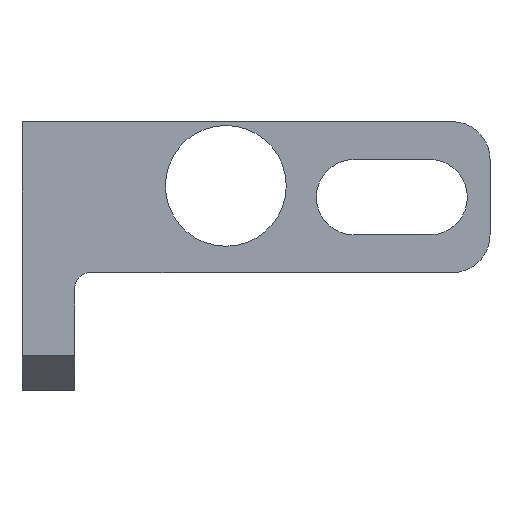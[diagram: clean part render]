
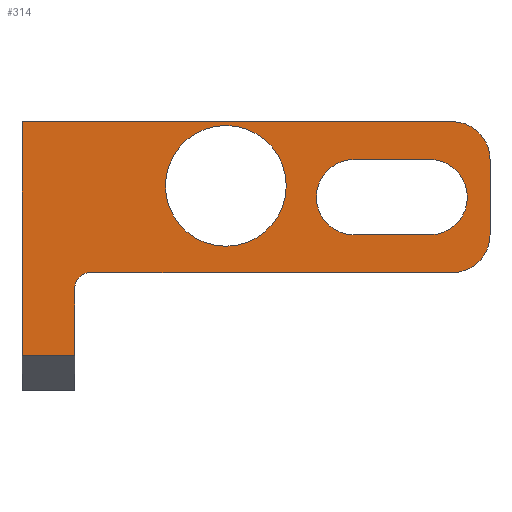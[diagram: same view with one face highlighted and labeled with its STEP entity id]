
A CAD part, front view. The second image highlights one B-rep face of the part: STEP entity #314.
In plain terms, the highlighted planar face has unit normal (0, -1, 0).
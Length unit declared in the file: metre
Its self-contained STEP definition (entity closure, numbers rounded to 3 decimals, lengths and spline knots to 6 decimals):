
#13=CIRCLE('',#344,0.008);
#19=CIRCLE('',#352,0.005);
#20=CIRCLE('',#353,0.005);
#21=CIRCLE('',#354,0.002);
#22=CIRCLE('',#355,0.005);
#23=CIRCLE('',#356,0.005);
#57=ORIENTED_EDGE('',*,*,#140,.T.);
#58=ORIENTED_EDGE('',*,*,#141,.T.);
#59=ORIENTED_EDGE('',*,*,#142,.T.);
#60=ORIENTED_EDGE('',*,*,#143,.F.);
#61=ORIENTED_EDGE('',*,*,#144,.T.);
#62=ORIENTED_EDGE('',*,*,#145,.T.);
#63=ORIENTED_EDGE('',*,*,#146,.F.);
#64=ORIENTED_EDGE('',*,*,#147,.T.);
#65=ORIENTED_EDGE('',*,*,#125,.F.);
#66=ORIENTED_EDGE('',*,*,#148,.T.);
#67=ORIENTED_EDGE('',*,*,#149,.F.);
#68=ORIENTED_EDGE('',*,*,#150,.T.);
#69=ORIENTED_EDGE('',*,*,#119,.T.);
#70=ORIENTED_EDGE('',*,*,#128,.F.);
#119=EDGE_CURVE('',#162,#163,#192,.T.);
#125=EDGE_CURVE('',#168,#169,#198,.T.);
#128=EDGE_CURVE('',#171,#171,#13,.T.);
#140=EDGE_CURVE('',#181,#182,#19,.T.);
#141=EDGE_CURVE('',#182,#183,#206,.T.);
#142=EDGE_CURVE('',#183,#184,#20,.T.);
#143=EDGE_CURVE('',#181,#184,#207,.T.);
#144=EDGE_CURVE('',#163,#185,#208,.T.);
#145=EDGE_CURVE('',#185,#186,#209,.T.);
#146=EDGE_CURVE('',#187,#186,#210,.T.);
#147=EDGE_CURVE('',#187,#169,#21,.F.);
#148=EDGE_CURVE('',#168,#188,#22,.T.);
#149=EDGE_CURVE('',#189,#188,#211,.T.);
#150=EDGE_CURVE('',#189,#162,#23,.T.);
#162=VERTEX_POINT('',#467);
#163=VERTEX_POINT('',#468);
#168=VERTEX_POINT('',#479);
#169=VERTEX_POINT('',#481);
#171=VERTEX_POINT('',#487);
#181=VERTEX_POINT('',#511);
#182=VERTEX_POINT('',#512);
#183=VERTEX_POINT('',#514);
#184=VERTEX_POINT('',#516);
#185=VERTEX_POINT('',#519);
#186=VERTEX_POINT('',#521);
#187=VERTEX_POINT('',#523);
#188=VERTEX_POINT('',#526);
#189=VERTEX_POINT('',#528);
#192=LINE('',#466,#221);
#198=LINE('',#480,#227);
#206=LINE('',#513,#235);
#207=LINE('',#517,#236);
#208=LINE('',#518,#237);
#209=LINE('',#520,#238);
#210=LINE('',#522,#239);
#211=LINE('',#527,#240);
#221=VECTOR('',#375,1.);
#227=VECTOR('',#383,1.);
#235=VECTOR('',#413,1.);
#236=VECTOR('',#416,1.);
#237=VECTOR('',#417,1.);
#238=VECTOR('',#418,1.);
#239=VECTOR('',#419,1.);
#240=VECTOR('',#424,1.);
#257=EDGE_LOOP('',(#57,#58,#59,#60));
#258=EDGE_LOOP('',(#61,#62,#63,#64,#65,#66,#67,#68,#69));
#259=EDGE_LOOP('',(#70));
#282=FACE_BOUND('',#257,.T.);
#283=FACE_BOUND('',#258,.T.);
#284=FACE_BOUND('',#259,.T.);
#303=PLANE('',#351);
#314=ADVANCED_FACE('',(#282,#283,#284),#303,.T.);
#344=AXIS2_PLACEMENT_3D('',#486,#389,#390);
#351=AXIS2_PLACEMENT_3D('',#509,#409,#410);
#352=AXIS2_PLACEMENT_3D('',#510,#411,#412);
#353=AXIS2_PLACEMENT_3D('',#515,#414,#415);
#354=AXIS2_PLACEMENT_3D('',#524,#420,#421);
#355=AXIS2_PLACEMENT_3D('',#525,#422,#423);
#356=AXIS2_PLACEMENT_3D('',#529,#425,#426);
#375=DIRECTION('',(-1.,0.,0.));
#383=DIRECTION('',(-1.,0.,0.));
#389=DIRECTION('',(0.,-1.,0.));
#390=DIRECTION('',(0.,0.,-1.));
#409=DIRECTION('',(0.,-1.,0.));
#410=DIRECTION('',(1.,0.,0.));
#411=DIRECTION('',(0.,1.,0.));
#412=DIRECTION('',(0.,0.,-1.));
#413=DIRECTION('',(1.,0.,0.));
#414=DIRECTION('',(0.,1.,0.));
#415=DIRECTION('',(0.,0.,-1.));
#416=DIRECTION('',(1.,0.,0.));
#417=DIRECTION('',(0.,0.,-1.));
#418=DIRECTION('',(1.,0.,0.));
#419=DIRECTION('',(0.,0.,-1.));
#420=DIRECTION('',(0.,-1.,0.));
#421=DIRECTION('',(0.,0.,-1.));
#422=DIRECTION('',(0.,-1.,0.));
#423=DIRECTION('',(0.,0.,-1.));
#424=DIRECTION('',(0.,0.,-1.));
#425=DIRECTION('',(0.,-1.,0.));
#426=DIRECTION('',(0.,0.,-1.));
#466=CARTESIAN_POINT('',(0.,0.,0.01));
#467=CARTESIAN_POINT('',(0.03,0.,0.01));
#468=CARTESIAN_POINT('',(-0.027,0.,0.01));
#479=CARTESIAN_POINT('',(0.03,0.,-0.01));
#480=CARTESIAN_POINT('',(0.,0.,-0.01));
#481=CARTESIAN_POINT('',(-0.018,0.,-0.01));
#486=CARTESIAN_POINT('',(0.,0.,0.0015));
#487=CARTESIAN_POINT('',(0.,0.,-0.0065));
#509=CARTESIAN_POINT('',(0.,0.,0.));
#510=CARTESIAN_POINT('',(0.017,0.,0.));
#511=CARTESIAN_POINT('',(0.017,0.,-0.005));
#512=CARTESIAN_POINT('',(0.017,0.,0.005));
#513=CARTESIAN_POINT('',(0.022,0.,0.005));
#514=CARTESIAN_POINT('',(0.027,0.,0.005));
#515=CARTESIAN_POINT('',(0.027,0.,0.));
#516=CARTESIAN_POINT('',(0.027,0.,-0.005));
#517=CARTESIAN_POINT('',(0.022,0.,-0.005));
#518=CARTESIAN_POINT('',(-0.027,0.,-0.011));
#519=CARTESIAN_POINT('',(-0.027,0.,-0.021));
#520=CARTESIAN_POINT('',(-0.02,0.,-0.021));
#521=CARTESIAN_POINT('',(-0.02,0.,-0.021));
#522=CARTESIAN_POINT('',(-0.02,0.,-0.021));
#523=CARTESIAN_POINT('',(-0.02,0.,-0.012));
#524=CARTESIAN_POINT('',(-0.018,0.,-0.012));
#525=CARTESIAN_POINT('',(0.03,0.,-0.005));
#526=CARTESIAN_POINT('',(0.035,0.,-0.005));
#527=CARTESIAN_POINT('',(0.035,0.,0.));
#528=CARTESIAN_POINT('',(0.035,0.,0.005));
#529=CARTESIAN_POINT('',(0.03,0.,0.005));
